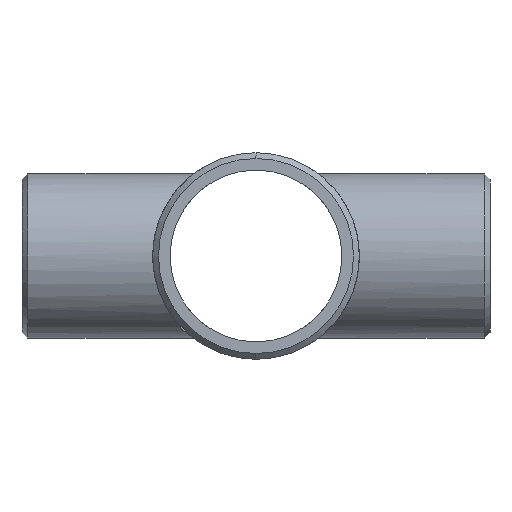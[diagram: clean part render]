
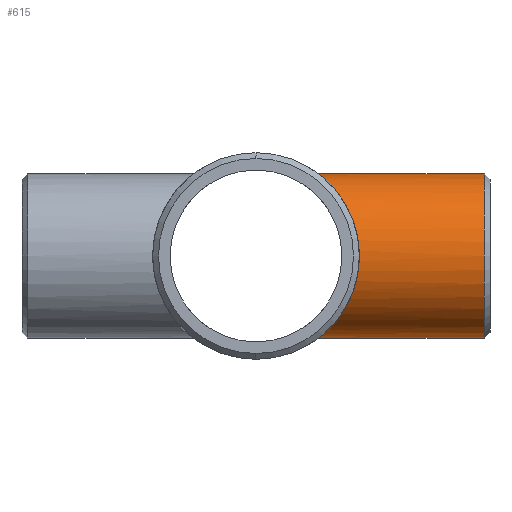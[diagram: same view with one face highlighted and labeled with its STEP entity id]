
A CAD part, left-side view. The second image highlights one B-rep face of the part: STEP entity #615.
In plain terms, the highlighted cylindrical face has radius 16.764 mm (diameter 33.528 mm), a partial arc.
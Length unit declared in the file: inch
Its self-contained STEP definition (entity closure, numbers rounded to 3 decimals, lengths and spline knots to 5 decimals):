
#33 = ORIENTED_EDGE ( 'NONE', *, *, #300, .T. ) ;
#40 = AXIS2_PLACEMENT_3D ( 'NONE', #452, #173, #710 ) ;
#56 = CARTESIAN_POINT ( 'NONE',  ( -0.04563, -0.50486, 0.65881 ) ) ;
#61 = CARTESIAN_POINT ( 'NONE',  ( -0.09055, -0.51125, 0.65386 ) ) ;
#66 = CARTESIAN_POINT ( 'NONE',  ( -0.65994, -0.82995, 0.02451 ) ) ;
#69 = CARTESIAN_POINT ( 'NONE',  ( -0.56626, -0.75742, 0.3416 ) ) ;
#74 = CARTESIAN_POINT ( 'NONE',  ( 0., -0.50329, -0.66 ) ) ;
#80 = CARTESIAN_POINT ( 'NONE',  ( -0.12395, -0.51822, 0.64835 ) ) ;
#84 = LINE ( 'NONE', #607, #95 ) ;
#85 = CARTESIAN_POINT ( 'NONE',  ( -0.66006, -0.83005, -0.02109 ) ) ;
#95 = VECTOR ( 'NONE', #163, 39.37008 ) ;
#124 = EDGE_LOOP ( 'NONE', ( #897, #393, #33, #929 ) ) ;
#128 = FACE_OUTER_BOUND ( 'NONE', #124, .T. ) ;
#148 = CARTESIAN_POINT ( 'NONE',  ( -0.02293, -0.50329, 0.66 ) ) ;
#151 = CYLINDRICAL_SURFACE ( 'NONE', #625, 0.66 ) ;
#157 = DIRECTION ( 'NONE',  ( 0., 0., -1. ) ) ;
#160 = CARTESIAN_POINT ( 'NONE',  ( -0.40133, -0.64313, 0.52555 ) ) ;
#163 = DIRECTION ( 'NONE',  ( 0., 1., 0. ) ) ;
#165 = CARTESIAN_POINT ( 'NONE',  ( -0.51795, -0.72214, 0.40958 ) ) ;
#170 = CARTESIAN_POINT ( 'NONE',  ( -0.61342, -0.79344, 0.24453 ) ) ;
#173 = DIRECTION ( 'NONE',  ( 0., 1., 0. ) ) ;
#175 = CARTESIAN_POINT ( 'NONE',  ( -0.27754, -0.57448, 0.59918 ) ) ;
#176 = VECTOR ( 'NONE', #1043, 39.37008 ) ;
#178 = VERTEX_POINT ( 'NONE', #1117 ) ;
#180 = CARTESIAN_POINT ( 'NONE',  ( -0.58769, -0.77371, -0.30114 ) ) ;
#251 = CARTESIAN_POINT ( 'NONE',  ( -0.35095, -0.61341, -0.55934 ) ) ;
#258 = CARTESIAN_POINT ( 'NONE',  ( -0.65018, -0.82221, 0.11563 ) ) ;
#261 = CARTESIAN_POINT ( 'NONE',  ( -0.62349, -0.8012, -0.22089 ) ) ;
#298 = CARTESIAN_POINT ( 'NONE',  ( 0., -1.88, 0.66 ) ) ;
#300 = EDGE_CURVE ( 'NONE', #178, #798, #872, .T. ) ;
#335 = CARTESIAN_POINT ( 'NONE',  ( -0.51895, -0.72285, -0.40833 ) ) ;
#339 = CARTESIAN_POINT ( 'NONE',  ( -0.40223, -0.64368, -0.52489 ) ) ;
#350 = CARTESIAN_POINT ( 'NONE',  ( -0.23913, -0.55694, -0.61552 ) ) ;
#357 = CARTESIAN_POINT ( 'NONE',  ( -0.6408, -0.81481, 0.15964 ) ) ;
#393 = ORIENTED_EDGE ( 'NONE', *, *, #433, .T. ) ;
#430 = CARTESIAN_POINT ( 'NONE',  ( -0.65059, -0.82254, -0.11163 ) ) ;
#433 = EDGE_CURVE ( 'NONE', #841, #178, #663, .T. ) ;
#434 = CARTESIAN_POINT ( 'NONE',  ( -0.02314, -0.50329, -0.66 ) ) ;
#445 = CARTESIAN_POINT ( 'NONE',  ( -0.65379, -0.82507, 0.0932 ) ) ;
#449 = CARTESIAN_POINT ( 'NONE',  ( -0.53059, -0.73127, 0.39308 ) ) ;
#452 = CARTESIAN_POINT ( 'NONE',  ( 0., -1.83333, 0. ) ) ;
#488 = DIRECTION ( 'NONE',  ( 0., 1., 0. ) ) ;
#506 = CARTESIAN_POINT ( 'NONE',  ( -0.07936, -0.50939, 0.65531 ) ) ;
#515 = CARTESIAN_POINT ( 'NONE',  ( -0.65894, -0.82915, -0.04381 ) ) ;
#518 = CARTESIAN_POINT ( 'NONE',  ( -0.63502, -0.81027, 0.18122 ) ) ;
#523 = CARTESIAN_POINT ( 'NONE',  ( -0.3505, -0.61316, 0.55961 ) ) ;
#596 = CARTESIAN_POINT ( 'NONE',  ( 0., -0.50329, 0.66 ) ) ;
#605 = CARTESIAN_POINT ( 'NONE',  ( -0.1564, -0.52661, -0.64159 ) ) ;
#607 = CARTESIAN_POINT ( 'NONE',  ( 0., -1.88, -0.66 ) ) ;
#615 = ADVANCED_FACE ( 'NONE', ( #128 ), #151, .T. ) ;
#616 = CARTESIAN_POINT ( 'NONE',  ( -0.64855, -0.82092, -0.12292 ) ) ;
#625 = AXIS2_PLACEMENT_3D ( 'NONE', #869, #488, #157 ) ;
#626 = CARTESIAN_POINT ( 'NONE',  ( -0.21919, -0.54861, -0.62292 ) ) ;
#663 = LINE ( 'NONE', #298, #176 ) ;
#697 = CARTESIAN_POINT ( 'NONE',  ( -0.56683, -0.75799, -0.33878 ) ) ;
#699 = EDGE_CURVE ( 'NONE', #1137, #798, #84, .T. ) ;
#703 = CARTESIAN_POINT ( 'NONE',  ( -0.11282, -0.51566, 0.65038 ) ) ;
#707 = CARTESIAN_POINT ( 'NONE',  ( -0.59738, -0.78111, -0.28146 ) ) ;
#710 = DIRECTION ( 'NONE',  ( 0., 0., -1. ) ) ;
#711 = CARTESIAN_POINT ( 'NONE',  ( -0.11294, -0.51538, -0.65064 ) ) ;
#718 = CARTESIAN_POINT ( 'NONE',  ( -0.04602, -0.5049, -0.65878 ) ) ;
#791 = CARTESIAN_POINT ( 'NONE',  ( -0.63701, -0.81182, -0.17857 ) ) ;
#796 = CARTESIAN_POINT ( 'NONE',  ( -0.49119, -0.70319, 0.44132 ) ) ;
#798 = VERTEX_POINT ( 'NONE', #993 ) ;
#800 = CARTESIAN_POINT ( 'NONE',  ( -0.29653, -0.58394, 0.59 ) ) ;
#805 = CARTESIAN_POINT ( 'NONE',  ( -0.47787, -0.69393, -0.45571 ) ) ;
#809 = EDGE_CURVE ( 'NONE', #1137, #841, #1188, .T. ) ;
#810 = CARTESIAN_POINT ( 'NONE',  ( -0.2966, -0.58398, -0.58997 ) ) ;
#813 = CARTESIAN_POINT ( 'NONE',  ( 0., -1.83333, 0.66 ) ) ;
#841 = VERTEX_POINT ( 'NONE', #813 ) ;
#869 = CARTESIAN_POINT ( 'NONE',  ( 0., -1.88, 0. ) ) ;
#872 = B_SPLINE_CURVE_WITH_KNOTS ( 'NONE', 3,
 ( #596, #148, #56, #506, #61, #703, #80, #970, #1081, #175, #800, #984, #523, #160, #1165, #978, #796, #165, #449, #69, #1091, #170, #1070, #518, #357, #258, #445, #1175, #66, #85, #515, #884, #1186, #430, #616, #791, #261, #707, #180, #697, #1076, #1169, #335, #900, #805, #1085, #339, #251, #988, #810, #1181, #350, #626, #887, #605, #711, #892, #718, #434, #74 ),
 .UNSPECIFIED., .F., .F.,
 ( 4, 2, 2, 2, 2, 2, 2, 2, 2, 2, 2, 2, 2, 2, 2, 2, 2, 2, 2, 2, 2, 2, 2, 2, 2, 2, 2, 2, 2, 4 ),
 ( 0.05554, 0.05728, 0.05814, 0.05901, 0.06248, 0.06421, 0.06595, 0.06942, 0.07115, 0.07289, 0.07636, 0.07809, 0.07983, 0.08156, 0.0833, 0.08503, 0.0859, 0.08677, 0.09024, 0.09197, 0.09371, 0.09544, 0.09718, 0.10065, 0.10238, 0.10412, 0.10585, 0.10759, 0.10932, 0.11106 ),
 .UNSPECIFIED. ) ;
#884 = CARTESIAN_POINT ( 'NONE',  ( -0.6555, -0.82643, -0.07777 ) ) ;
#887 = CARTESIAN_POINT ( 'NONE',  ( -0.1779, -0.53346, -0.63594 ) ) ;
#892 = CARTESIAN_POINT ( 'NONE',  ( -0.09088, -0.51094, -0.6541 ) ) ;
#897 = ORIENTED_EDGE ( 'NONE', *, *, #809, .T. ) ;
#900 = CARTESIAN_POINT ( 'NONE',  ( -0.492, -0.70376, -0.44042 ) ) ;
#905 = CARTESIAN_POINT ( 'NONE',  ( 0., -1.83333, -0.66 ) ) ;
#929 = ORIENTED_EDGE ( 'NONE', *, *, #699, .F. ) ;
#970 = CARTESIAN_POINT ( 'NONE',  ( -0.1785, -0.53234, 0.63697 ) ) ;
#978 = CARTESIAN_POINT ( 'NONE',  ( -0.47699, -0.69333, 0.45662 ) ) ;
#984 = CARTESIAN_POINT ( 'NONE',  ( -0.33296, -0.60326, 0.57023 ) ) ;
#988 = CARTESIAN_POINT ( 'NONE',  ( -0.33314, -0.60336, -0.57013 ) ) ;
#993 = CARTESIAN_POINT ( 'NONE',  ( 0., -0.50329, -0.66 ) ) ;
#1043 = DIRECTION ( 'NONE',  ( 0., 1., 0. ) ) ;
#1070 = CARTESIAN_POINT ( 'NONE',  ( -0.62137, -0.79961, 0.22361 ) ) ;
#1076 = CARTESIAN_POINT ( 'NONE',  ( -0.55561, -0.74962, -0.35685 ) ) ;
#1081 = CARTESIAN_POINT ( 'NONE',  ( -0.21928, -0.5479, 0.62394 ) ) ;
#1085 = CARTESIAN_POINT ( 'NONE',  ( -0.43384, -0.66412, -0.49908 ) ) ;
#1091 = CARTESIAN_POINT ( 'NONE',  ( -0.58711, -0.77322, 0.30466 ) ) ;
#1117 = CARTESIAN_POINT ( 'NONE',  ( 0., -0.50329, 0.66 ) ) ;
#1137 = VERTEX_POINT ( 'NONE', #905 ) ;
#1165 = CARTESIAN_POINT ( 'NONE',  ( -0.43286, -0.66348, 0.49993 ) ) ;
#1169 = CARTESIAN_POINT ( 'NONE',  ( -0.53167, -0.73206, -0.39163 ) ) ;
#1175 = CARTESIAN_POINT ( 'NONE',  ( -0.65869, -0.82896, 0.04747 ) ) ;
#1181 = CARTESIAN_POINT ( 'NONE',  ( -0.27783, -0.57463, -0.59904 ) ) ;
#1186 = CARTESIAN_POINT ( 'NONE',  ( -0.65406, -0.82529, -0.08907 ) ) ;
#1188 = CIRCLE ( 'NONE', #40, 0.66 ) ;
